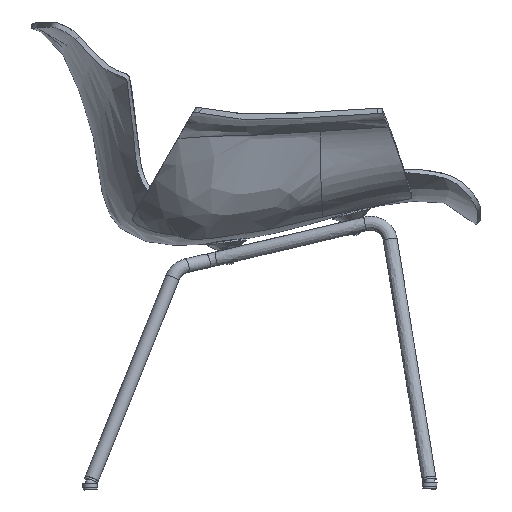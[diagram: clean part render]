
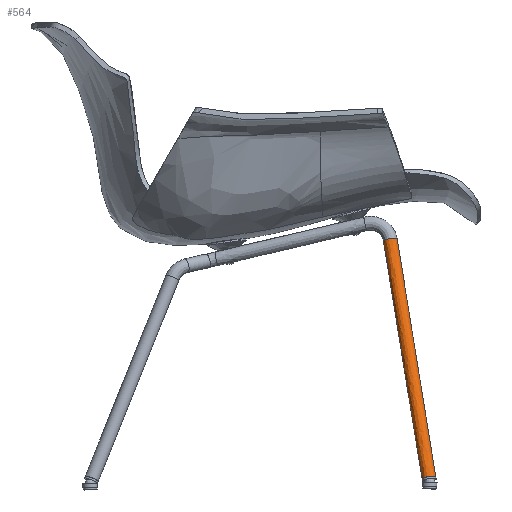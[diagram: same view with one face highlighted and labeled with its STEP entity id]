
A CAD part, left-side view. The second image highlights one B-rep face of the part: STEP entity #564.
In plain terms, the highlighted free-form (B-spline) face has degree [2, 3] with [9, 4] control points.
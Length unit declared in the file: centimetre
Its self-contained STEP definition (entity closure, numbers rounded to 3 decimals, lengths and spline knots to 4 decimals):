
#564=ADVANCED_FACE('',(#736),#2554,.T.);
#736=FACE_OUTER_BOUND('',#920,.T.);
#920=EDGE_LOOP('',(#1524,#1525,#1526,#1527));
#1524=ORIENTED_EDGE('',*,*,#1863,.F.);
#1525=ORIENTED_EDGE('',*,*,#1864,.T.);
#1526=ORIENTED_EDGE('',*,*,#1866,.T.);
#1527=ORIENTED_EDGE('',*,*,#1864,.F.);
#1863=EDGE_CURVE('',#2407,#2407,#2189,.T.);
#1864=EDGE_CURVE('',#2407,#2400,#2190,.T.);
#1866=EDGE_CURVE('',#2400,#2400,#2192,.T.);
#2189=(
BOUNDED_CURVE()
B_SPLINE_CURVE(2,(#74799,#74800,#74801,#74802,#74803,#74804,#74805,#74806,
#74807),.UNSPECIFIED.,.T.,.F.)
B_SPLINE_CURVE_WITH_KNOTS((3,2,2,2,3),(-62.8319,-47.1239,
-31.4159,-15.708,0.),.UNSPECIFIED.)
CURVE()
GEOMETRIC_REPRESENTATION_ITEM()
RATIONAL_B_SPLINE_CURVE((1.,0.707,1.,0.707,1.,0.707,
1.,0.707,1.))
REPRESENTATION_ITEM('')
);
#2190=(
BOUNDED_CURVE()
B_SPLINE_CURVE(3,(#74808,#74809,#74810,#74811),.UNSPECIFIED.,.F.,.F.)
B_SPLINE_CURVE_WITH_KNOTS((4,4),(0.,353.9081),.UNSPECIFIED.)
CURVE()
GEOMETRIC_REPRESENTATION_ITEM()
RATIONAL_B_SPLINE_CURVE((1.,1.,1.,1.))
REPRESENTATION_ITEM('')
);
#2192=(
BOUNDED_CURVE()
B_SPLINE_CURVE(2,(#74823,#74824,#74825,#74826,#74827,#74828,#74829,#74830,
#74831,#74832,#74833,#74834,#74835),.UNSPECIFIED.,.T.,.F.)
B_SPLINE_CURVE_WITH_KNOTS((3,2,2,2,2,2,3),(-62.8319,-47.1239,
-46.3157,-44.4021,-31.4159,-15.708,
0.),.UNSPECIFIED.)
CURVE()
GEOMETRIC_REPRESENTATION_ITEM()
RATIONAL_B_SPLINE_CURVE((1.,0.707,1.,0.985,0.971,
0.939,0.916,0.758,1.,0.707,
1.,0.707,1.))
REPRESENTATION_ITEM('')
);
#2400=VERTEX_POINT('',#74669);
#2407=VERTEX_POINT('',#74676);
#2554=(
BOUNDED_SURFACE()
B_SPLINE_SURFACE(2,3,((#74633,#74634,#74635,#74636),(#74637,#74638,#74639,
#74640),(#74641,#74642,#74643,#74644),(#74645,#74646,#74647,#74648),(#74649,
#74650,#74651,#74652),(#74653,#74654,#74655,#74656),(#74657,#74658,#74659,
#74660),(#74661,#74662,#74663,#74664),(#74665,#74666,#74667,#74668)),
 .UNSPECIFIED.,.T.,.F.,.F.)
B_SPLINE_SURFACE_WITH_KNOTS((3,2,2,2,3),(4,4),(0.,15.708,31.4159,
47.1239,62.8319),(0.,353.9081),.UNSPECIFIED.)
GEOMETRIC_REPRESENTATION_ITEM()
RATIONAL_B_SPLINE_SURFACE(((1.,1.,1.,1.),(0.707,0.707,
0.707,0.707),(1.,1.,1.,1.),(0.707,0.707,
0.707,0.707),(1.,1.,1.,1.),(0.707,0.707,
0.707,0.707),(1.,1.,1.,1.),(0.707,0.707,
0.707,0.707),(1.,1.,1.,1.)))
REPRESENTATION_ITEM('')
SURFACE()
);
#74633=CARTESIAN_POINT('',(-17.1278,11.2906,-1.9223));
#74634=CARTESIAN_POINT('',(-19.4422,9.4397,-13.3409));
#74635=CARTESIAN_POINT('',(-21.7565,7.5888,-24.7594));
#74636=CARTESIAN_POINT('',(-24.0709,5.7378,-36.1781));
#74637=CARTESIAN_POINT('',(-18.1069,11.364,-1.7328));
#74638=CARTESIAN_POINT('',(-20.4213,9.513,-13.1515));
#74639=CARTESIAN_POINT('',(-22.7362,7.6616,-24.5727));
#74640=CARTESIAN_POINT('',(-25.0506,5.8107,-35.9913));
#74641=CARTESIAN_POINT('',(-18.0657,12.3489,-1.9007));
#74642=CARTESIAN_POINT('',(-20.3801,10.498,-13.3193));
#74643=CARTESIAN_POINT('',(-22.695,8.6466,-24.7407));
#74644=CARTESIAN_POINT('',(-25.0094,6.7956,-36.1593));
#74645=CARTESIAN_POINT('',(-18.0244,13.3339,-2.0685));
#74646=CARTESIAN_POINT('',(-20.3388,11.4829,-13.4871));
#74647=CARTESIAN_POINT('',(-22.6538,9.6315,-24.9087));
#74648=CARTESIAN_POINT('',(-24.9681,7.7805,-36.3273));
#74649=CARTESIAN_POINT('',(-17.0453,13.2605,-2.258));
#74650=CARTESIAN_POINT('',(-19.3596,11.4096,-13.6766));
#74651=CARTESIAN_POINT('',(-21.6741,9.5586,-25.0954));
#74652=CARTESIAN_POINT('',(-23.9884,7.7077,-36.5141));
#74653=CARTESIAN_POINT('',(-16.0661,13.1872,-2.4474));
#74654=CARTESIAN_POINT('',(-18.3805,11.3363,-13.8661));
#74655=CARTESIAN_POINT('',(-20.6944,9.4858,-25.2822));
#74656=CARTESIAN_POINT('',(-23.0087,7.6348,-36.7008));
#74657=CARTESIAN_POINT('',(-16.1074,12.2023,-2.2796));
#74658=CARTESIAN_POINT('',(-18.4218,10.3513,-13.6983));
#74659=CARTESIAN_POINT('',(-20.7356,8.5008,-25.1142));
#74660=CARTESIAN_POINT('',(-23.05,6.6499,-36.5328));
#74661=CARTESIAN_POINT('',(-16.1486,11.2173,-2.1118));
#74662=CARTESIAN_POINT('',(-18.463,9.3664,-13.5304));
#74663=CARTESIAN_POINT('',(-20.7768,7.5159,-24.9462));
#74664=CARTESIAN_POINT('',(-23.0912,5.665,-36.3648));
#74665=CARTESIAN_POINT('',(-17.1278,11.2906,-1.9223));
#74666=CARTESIAN_POINT('',(-19.4422,9.4397,-13.3409));
#74667=CARTESIAN_POINT('',(-21.7565,7.5888,-24.7594));
#74668=CARTESIAN_POINT('',(-24.0709,5.7378,-36.1781));
#74669=CARTESIAN_POINT('',(-24.0709,5.7378,-36.1781));
#74676=CARTESIAN_POINT('',(-17.1278,11.2906,-1.9223));
#74799=CARTESIAN_POINT('',(-17.1278,11.2906,-1.9223));
#74800=CARTESIAN_POINT('',(-16.1486,11.2173,-2.1118));
#74801=CARTESIAN_POINT('',(-16.1074,12.2023,-2.2796));
#74802=CARTESIAN_POINT('',(-16.0661,13.1872,-2.4474));
#74803=CARTESIAN_POINT('',(-17.0453,13.2605,-2.258));
#74804=CARTESIAN_POINT('',(-18.0244,13.3339,-2.0685));
#74805=CARTESIAN_POINT('',(-18.0657,12.3489,-1.9007));
#74806=CARTESIAN_POINT('',(-18.1069,11.364,-1.7328));
#74807=CARTESIAN_POINT('',(-17.1278,11.2906,-1.9223));
#74808=CARTESIAN_POINT('',(-17.1278,11.2906,-1.9223));
#74809=CARTESIAN_POINT('',(-19.4422,9.4397,-13.3409));
#74810=CARTESIAN_POINT('',(-21.7565,7.5888,-24.7594));
#74811=CARTESIAN_POINT('',(-24.0709,5.7378,-36.1781));
#74823=CARTESIAN_POINT('',(-24.0709,5.7378,-36.1781));
#74824=CARTESIAN_POINT('',(-23.0912,5.665,-36.3648));
#74825=CARTESIAN_POINT('',(-23.05,6.6499,-36.5328));
#74826=CARTESIAN_POINT('',(-23.0484,6.6863,-36.539));
#74827=CARTESIAN_POINT('',(-23.0496,6.7228,-36.5447));
#74828=CARTESIAN_POINT('',(-23.0524,6.8133,-36.5588));
#74829=CARTESIAN_POINT('',(-23.0716,6.9024,-36.5694));
#74830=CARTESIAN_POINT('',(-23.2327,7.6515,-36.6581));
#74831=CARTESIAN_POINT('',(-23.9884,7.7077,-36.5141));
#74832=CARTESIAN_POINT('',(-24.9681,7.7805,-36.3273));
#74833=CARTESIAN_POINT('',(-25.0094,6.7956,-36.1593));
#74834=CARTESIAN_POINT('',(-25.0506,5.8107,-35.9913));
#74835=CARTESIAN_POINT('',(-24.0709,5.7378,-36.1781));
